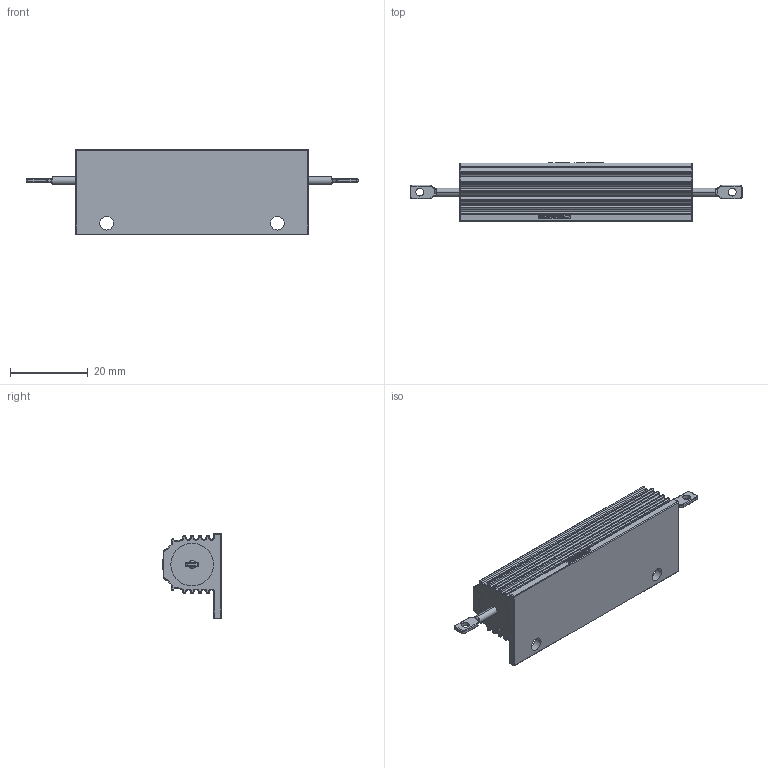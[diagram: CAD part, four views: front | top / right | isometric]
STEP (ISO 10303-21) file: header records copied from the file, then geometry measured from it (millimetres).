
FILE_DESCRIPTION((''),'2;1');
FILE_NAME('RESISTOR_100W_ALUMINUM_FINNED','2021-01-19T21:06:24',('Roger'),(''),'CREO PARAMETRIC BY PTC INC, 2019010','CREO PARAMETRIC BY PTC INC, 2019010','');
FILE_SCHEMA(('CONFIG_CONTROL_DESIGN'));
Length unit declared in the file: millimetre
Products named in the file (1): RESISTOR_100W_ALUMINUM_FINNED
Bounding box: 85.6 x 15.1 x 22.1 mm (x, y, z)
Volume: 12621.5 mm3; surface area: 5552.8 mm2
Topology: 1 solids, 1 shells, 1036 faces, 2738 edges, 1740 vertices
Faces by surface type: extrusion 435, plane 265, cylinder 200, torus 72, bspline 52, sphere 8, cone 4
Entity records: 34336 total; most frequent: CARTESIAN_POINT 10326, ORIENTED_EDGE 5476, DIRECTION 3857, EDGE_CURVE 2738, VECTOR 1743, VERTEX_POINT 1740, B_SPLINE_CURVE_WITH_KNOTS 1357, LINE 1308
